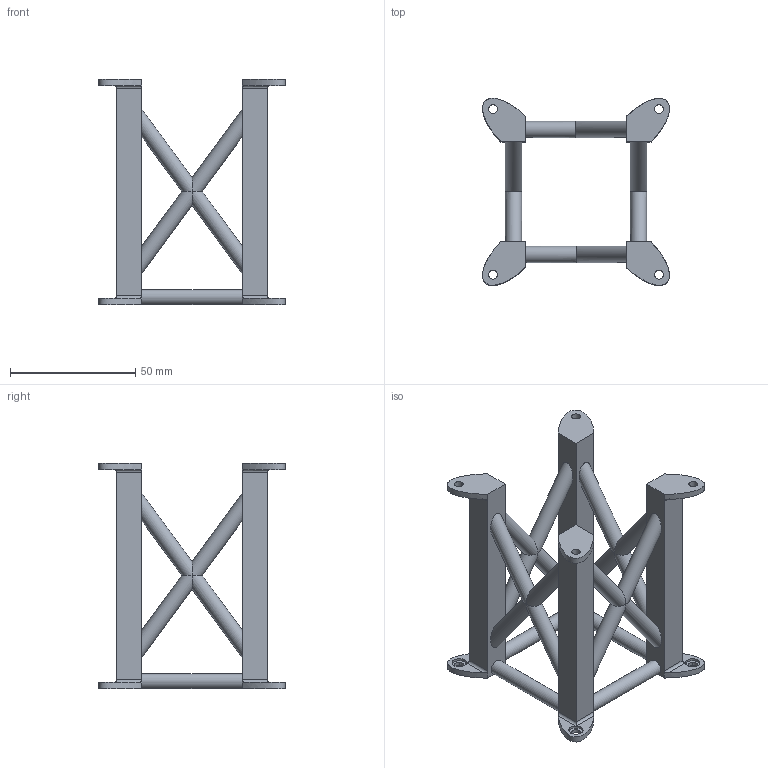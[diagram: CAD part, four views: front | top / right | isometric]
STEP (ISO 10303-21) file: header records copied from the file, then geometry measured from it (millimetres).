
FILE_DESCRIPTION(/* description */ (''),/* implementation_level */ '2;1');
FILE_NAME(/* name */ 'Tower_Section_1.step',/* time_stamp */ '2025-11-26T20:39:41+07:00',/* author */ (''),/* organization */ (''),/* preprocessor_version */ 'ST-DEVELOPER v20.1',/* originating_system */ 'Autodesk Translation Framework v14.21.0.0',/* authorisation */ '');
FILE_SCHEMA (('AUTOMOTIVE_DESIGN { 1 0 10303 214 3 1 1 }'));
Length unit declared in the file: millimetre
Products named in the file (1): Tower_Section
Bounding box: 74.74 x 74.74 x 90 mm (x, y, z)
Volume: 60032.3 mm3; surface area: 29851.1 mm2
Topology: 1 solids, 1 shells, 100 faces, 272 edges, 164 vertices
Faces by surface type: cylinder 52, plane 40, bspline 8
Full cylindrical faces by diameter (mm): 3.5 x4, 5.7 x4, 6 x4, 6.5 x16
Entity records: 3413 total; most frequent: CARTESIAN_POINT 753, DIRECTION 566, ORIENTED_EDGE 544, EDGE_CURVE 272, AXIS2_PLACEMENT_3D 217, VERTEX_POINT 164, EDGE_LOOP 132, LINE 132
